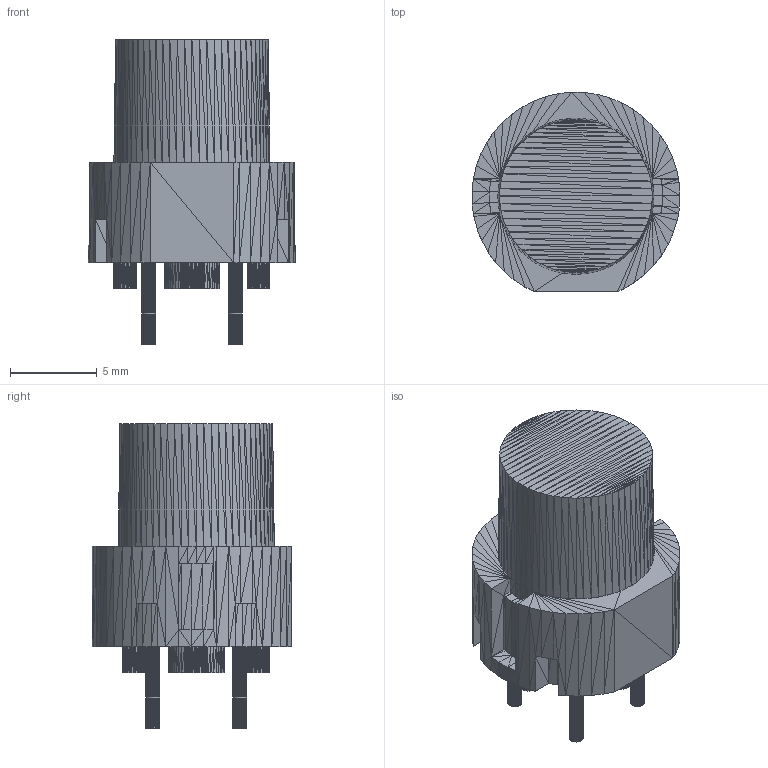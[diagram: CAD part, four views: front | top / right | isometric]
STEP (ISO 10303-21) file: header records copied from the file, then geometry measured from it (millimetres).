
FILE_DESCRIPTION(('FreeCAD Model'),'2;1');
FILE_NAME('ks-01q.step', '2017-09-16T16:12:31',('kicad StepUp'),('ksu MCAD'), 'Open CASCADE STEP processor 6.8','FreeCAD','Unknown');
FILE_SCHEMA(('AUTOMOTIVE_DESIGN_CC2 { 1 2 10303 214 -1 1 5 4 }'));
Products named in the file (1): ks-01q
Bounding box: 11.99 x 11.49 x 17.55 mm (x, y, z)
Surface area: 1237.4 mm2 (no closed solid volume)
Topology: 0 solids, 1 shells, 3150 faces, 4953 edges, 1749 vertices
Faces by surface type: plane 3150
Entity records: 64078 total; most frequent: DIRECTION 11255, ORIENTED_EDGE 10586, CARTESIAN_POINT 9853, EDGE_CURVE 4953, LINE 4953, VECTOR 4953, AXIS2_PLACEMENT_3D 3151, ADVANCED_FACE 3150
